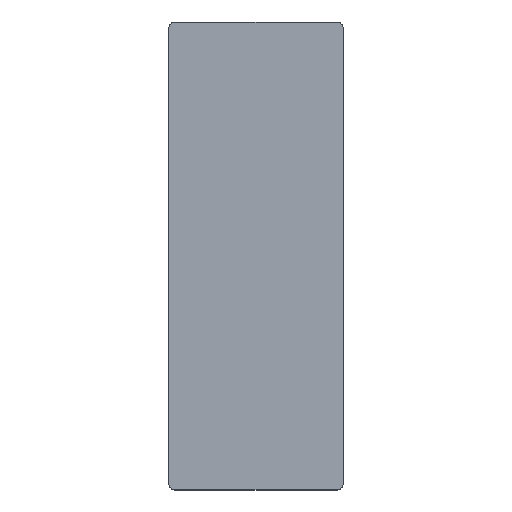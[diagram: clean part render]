
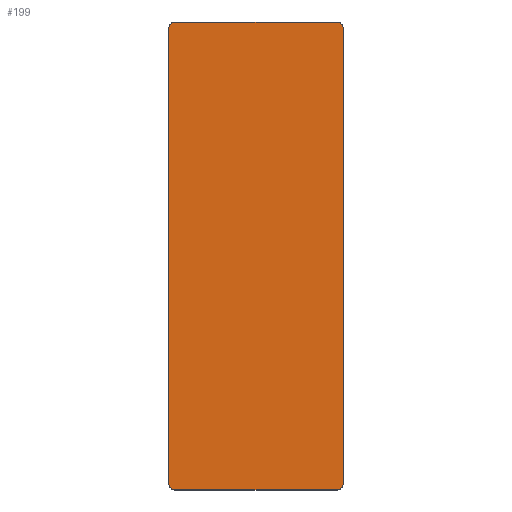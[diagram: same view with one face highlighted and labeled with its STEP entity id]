
A CAD part, top view. The second image highlights one B-rep face of the part: STEP entity #199.
In plain terms, the highlighted planar face has unit normal (0, 0, 1).
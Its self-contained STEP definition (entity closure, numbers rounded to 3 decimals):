
#13 = CARTESIAN_POINT ( 'NONE',  ( 43.5, 1.5, 0.75 ) ) ;
#14 = CARTESIAN_POINT ( 'NONE',  ( 0., 1.5, 0.75 ) ) ;
#15 = DIRECTION ( 'NONE',  ( 0., -1., 0. ) ) ;
#20 = LINE ( 'NONE', #363, #43 ) ;
#34 = CARTESIAN_POINT ( 'NONE',  ( 1.5, 0., 0.75 ) ) ;
#43 = VECTOR ( 'NONE', #106, 1000. ) ;
#45 = DIRECTION ( 'NONE',  ( 0., 0., -1. ) ) ;
#48 = LINE ( 'NONE', #366, #126 ) ;
#73 = FACE_OUTER_BOUND ( 'NONE', #230, .T. ) ;
#74 = EDGE_CURVE ( 'NONE', #120, #172, #271, .T. ) ;
#75 = CARTESIAN_POINT ( 'NONE',  ( 43.5, 119.5, 0.75 ) ) ;
#76 = DIRECTION ( 'NONE',  ( -1., 0., 0. ) ) ;
#80 = CIRCLE ( 'NONE', #326, 1.5 ) ;
#82 = VERTEX_POINT ( 'NONE', #100 ) ;
#84 = VERTEX_POINT ( 'NONE', #221 ) ;
#94 = ORIENTED_EDGE ( 'NONE', *, *, #198, .T. ) ;
#100 = CARTESIAN_POINT ( 'NONE',  ( 0., 119.5, 0.75 ) ) ;
#103 = LINE ( 'NONE', #341, #370 ) ;
#106 = DIRECTION ( 'NONE',  ( 1., 0., 0. ) ) ;
#107 = DIRECTION ( 'NONE',  ( -1., 0., 0. ) ) ;
#110 = CARTESIAN_POINT ( 'NONE',  ( 1.5, 1.5, 0.75 ) ) ;
#112 = CIRCLE ( 'NONE', #180, 1.5 ) ;
#120 = VERTEX_POINT ( 'NONE', #244 ) ;
#126 = VECTOR ( 'NONE', #168, 1000. ) ;
#146 = VERTEX_POINT ( 'NONE', #34 ) ;
#148 = AXIS2_PLACEMENT_3D ( 'NONE', #75, #227, #311 ) ;
#155 = EDGE_CURVE ( 'NONE', #373, #146, #80, .T. ) ;
#159 = DIRECTION ( 'NONE',  ( 0., 0., 1. ) ) ;
#165 = CIRCLE ( 'NONE', #148, 1.5 ) ;
#168 = DIRECTION ( 'NONE',  ( 0., 1., 0. ) ) ;
#172 = VERTEX_POINT ( 'NONE', #276 ) ;
#179 = VERTEX_POINT ( 'NONE', #195 ) ;
#180 = AXIS2_PLACEMENT_3D ( 'NONE', #228, #280, #76 ) ;
#193 = AXIS2_PLACEMENT_3D ( 'NONE', #13, #159, #269 ) ;
#195 = CARTESIAN_POINT ( 'NONE',  ( 43.5, 121., 0.75 ) ) ;
#197 = LINE ( 'NONE', #14, #229 ) ;
#198 = EDGE_CURVE ( 'NONE', #208, #179, #165, .T. ) ;
#199 = ADVANCED_FACE ( 'NONE', ( #73 ), #306, .F. ) ;
#204 = ORIENTED_EDGE ( 'NONE', *, *, #331, .T. ) ;
#208 = VERTEX_POINT ( 'NONE', #249 ) ;
#209 = EDGE_CURVE ( 'NONE', #84, #82, #112, .T. ) ;
#219 = EDGE_CURVE ( 'NONE', #146, #120, #20, .T. ) ;
#221 = CARTESIAN_POINT ( 'NONE',  ( 1.5, 121., 0.75 ) ) ;
#227 = DIRECTION ( 'NONE',  ( 0., 0., 1. ) ) ;
#228 = CARTESIAN_POINT ( 'NONE',  ( 1.5, 119.5, 0.75 ) ) ;
#229 = VECTOR ( 'NONE', #15, 1000. ) ;
#230 = EDGE_LOOP ( 'NONE', ( #342, #236, #318, #204, #94, #377, #352, #321 ) ) ;
#232 = EDGE_CURVE ( 'NONE', #179, #84, #103, .T. ) ;
#236 = ORIENTED_EDGE ( 'NONE', *, *, #219, .T. ) ;
#244 = CARTESIAN_POINT ( 'NONE',  ( 43.5, 0., 0.75 ) ) ;
#249 = CARTESIAN_POINT ( 'NONE',  ( 45., 119.5, 0.75 ) ) ;
#253 = DIRECTION ( 'NONE',  ( -1., 0., 0. ) ) ;
#260 = EDGE_CURVE ( 'NONE', #82, #373, #197, .T. ) ;
#269 = DIRECTION ( 'NONE',  ( 1., 0., 0. ) ) ;
#271 = CIRCLE ( 'NONE', #193, 1.5 ) ;
#276 = CARTESIAN_POINT ( 'NONE',  ( 45., 1.5, 0.75 ) ) ;
#277 = DIRECTION ( 'NONE',  ( -1., 0., 0. ) ) ;
#280 = DIRECTION ( 'NONE',  ( 0., 0., 1. ) ) ;
#282 = CARTESIAN_POINT ( 'NONE',  ( 0., 1.5, 0.75 ) ) ;
#291 = AXIS2_PLACEMENT_3D ( 'NONE', #335, #45, #107 ) ;
#306 = PLANE ( 'NONE',  #291 ) ;
#310 = DIRECTION ( 'NONE',  ( 0., 0., 1. ) ) ;
#311 = DIRECTION ( 'NONE',  ( -1., 0., 0. ) ) ;
#318 = ORIENTED_EDGE ( 'NONE', *, *, #74, .T. ) ;
#321 = ORIENTED_EDGE ( 'NONE', *, *, #260, .T. ) ;
#326 = AXIS2_PLACEMENT_3D ( 'NONE', #110, #310, #253 ) ;
#331 = EDGE_CURVE ( 'NONE', #172, #208, #48, .T. ) ;
#335 = CARTESIAN_POINT ( 'NONE',  ( 1.5, 1.5, 0.75 ) ) ;
#341 = CARTESIAN_POINT ( 'NONE',  ( 1.5, 121., 0.75 ) ) ;
#342 = ORIENTED_EDGE ( 'NONE', *, *, #155, .T. ) ;
#352 = ORIENTED_EDGE ( 'NONE', *, *, #209, .T. ) ;
#363 = CARTESIAN_POINT ( 'NONE',  ( 1.5, 0., 0.75 ) ) ;
#366 = CARTESIAN_POINT ( 'NONE',  ( 45., 1.5, 0.75 ) ) ;
#370 = VECTOR ( 'NONE', #277, 1000. ) ;
#373 = VERTEX_POINT ( 'NONE', #282 ) ;
#377 = ORIENTED_EDGE ( 'NONE', *, *, #232, .T. ) ;
